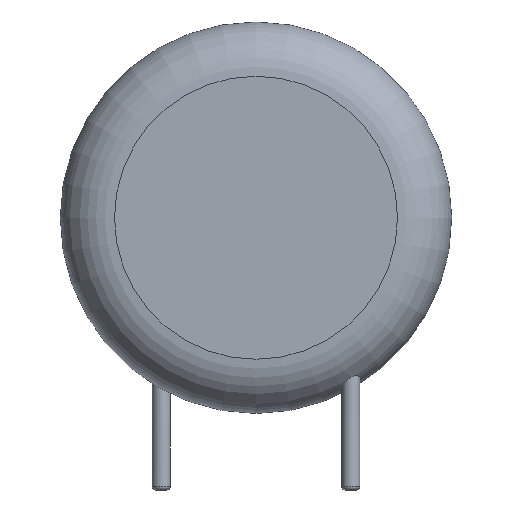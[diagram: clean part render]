
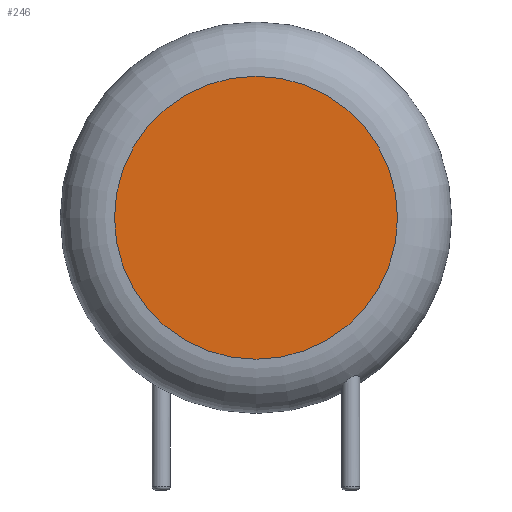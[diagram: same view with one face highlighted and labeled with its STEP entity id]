
A CAD part, front view. The second image highlights one B-rep face of the part: STEP entity #246.
In plain terms, the highlighted planar face has unit normal (0, -1, 0).
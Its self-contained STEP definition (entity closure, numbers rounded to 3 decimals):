
#29=DIRECTION('',(0.,-1.,0.));
#35=DIRECTION('',(1.,0.,0.));
#136=VERTEX_POINT('',#137);
#137=CARTESIAN_POINT('',(9.354,-3.133,7.78));
#141=DIRECTION('',(0.,0.,-1.));
#143=EDGE_CURVE('',#136,#136,#144,.T.);
#144=CIRCLE('',#145,5.604);
#145=AXIS2_PLACEMENT_3D('',#146,#29,#35);
#146=CARTESIAN_POINT('',(3.75,-3.133,7.78));
#225=DIRECTION('',(0.,-1.,0.));
#246=ADVANCED_FACE('',(#247),#250,.T.);
#247=FACE_BOUND('',#248,.T.);
#248=EDGE_LOOP('',(#249));
#249=ORIENTED_EDGE('',*,*,#143,.T.);
#250=PLANE('',#251);
#251=AXIS2_PLACEMENT_3D('',#146,#225,#141);
